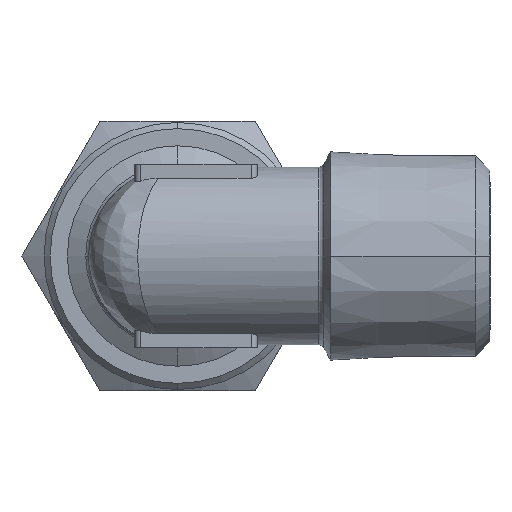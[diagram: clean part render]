
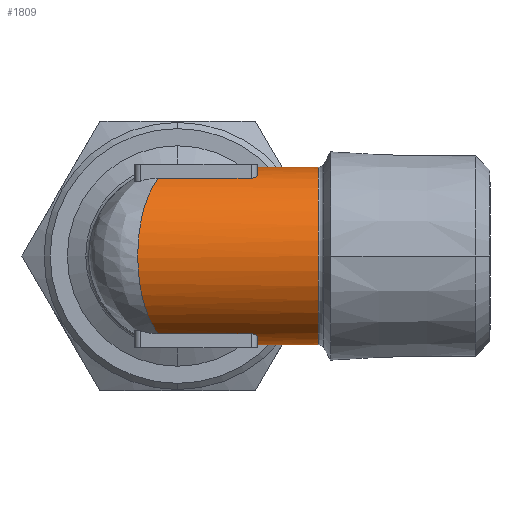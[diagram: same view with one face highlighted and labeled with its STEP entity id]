
A CAD part, left-side view. The second image highlights one B-rep face of the part: STEP entity #1809.
In plain terms, the highlighted cylindrical face has radius 7.25 mm (diameter 14.5 mm), a partial arc.
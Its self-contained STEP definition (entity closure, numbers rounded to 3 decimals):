
#234 = FACE_OUTER_BOUND ( 'NONE', #2705, .T. ) ;
#235 = CYLINDRICAL_SURFACE ( 'NONE', #1414, 7.25 ) ;
#338 = B_SPLINE_CURVE_WITH_KNOTS ( 'NONE', 3,
 ( #1675, #1676, #1677, #1678, #1679, #1680 ),
 .UNSPECIFIED., .F., .F.,
 ( 4, 2, 4 ),
 ( 0.002, 0.003, 0.003 ),
 .UNSPECIFIED. ) ;
#347 = B_SPLINE_CURVE_WITH_KNOTS ( 'NONE', 3,
 ( #741, #742, #743, #744, #745, #746 ),
 .UNSPECIFIED., .F., .F.,
 ( 4, 2, 4 ),
 ( 0., 0., 0.001 ),
 .UNSPECIFIED. ) ;
#427 = EDGE_CURVE ( 'NONE', #2579, #2539, #796, .T. ) ;
#431 = EDGE_CURVE ( 'NONE', #2540, #2553, #2151, .T. ) ;
#454 = EDGE_CURVE ( 'NONE', #2542, #2581, #1356, .T. ) ;
#471 = EDGE_CURVE ( 'NONE', #2552, #2541, #2172, .T. ) ;
#474 = EDGE_CURVE ( 'NONE', #2541, #2542, #347, .T. ) ;
#487 = EDGE_CURVE ( 'NONE', #2579, #2610, #2177, .T. ) ;
#491 = EDGE_CURVE ( 'NONE', #2581, #2609, #2178, .T. ) ;
#509 = EDGE_CURVE ( 'NONE', #2552, #2553, #2947, .T. ) ;
#510 = EDGE_CURVE ( 'NONE', #2539, #2540, #338, .T. ) ;
#609 = CARTESIAN_POINT ( 'NONE',  ( 0., -6.5, 0. ) ) ;
#610 = DIRECTION ( 'NONE',  ( 0., 1., 0. ) ) ;
#611 = DIRECTION ( 'NONE',  ( 0., 0., 1. ) ) ;
#619 = CARTESIAN_POINT ( 'NONE',  ( -3.5, 0., -6.349 ) ) ;
#620 = DIRECTION ( 'NONE',  ( 0., 1., 0. ) ) ;
#683 = CARTESIAN_POINT ( 'NONE',  ( 0., -6.5, 0. ) ) ;
#684 = DIRECTION ( 'NONE',  ( 0., 1., 0. ) ) ;
#685 = DIRECTION ( 'NONE',  ( 0., 0., 1. ) ) ;
#732 = CARTESIAN_POINT ( 'NONE',  ( -3.5, 0., 6.349 ) ) ;
#733 = DIRECTION ( 'NONE',  ( 0., -1., 0. ) ) ;
#741 = CARTESIAN_POINT ( 'NONE',  ( -3.5, -6., 6.349 ) ) ;
#742 = CARTESIAN_POINT ( 'NONE',  ( -3.5, -6.14, 6.349 ) ) ;
#743 = CARTESIAN_POINT ( 'NONE',  ( -3.438, -6.273, 6.384 ) ) ;
#744 = CARTESIAN_POINT ( 'NONE',  ( -3.251, -6.452, 6.481 ) ) ;
#745 = CARTESIAN_POINT ( 'NONE',  ( -3.127, -6.5, 6.543 ) ) ;
#746 = CARTESIAN_POINT ( 'NONE',  ( -3., -6.5, 6.6 ) ) ;
#788 = VECTOR ( 'NONE', #620, 1000. ) ;
#795 = AXIS2_PLACEMENT_3D ( 'NONE', #609, #610, #611 ) ;
#796 = CIRCLE ( 'NONE', #795, 7.25 ) ;
#910 = CARTESIAN_POINT ( 'NONE',  ( 0., -6.5, -7.25 ) ) ;
#912 = CARTESIAN_POINT ( 'NONE',  ( 0., -6.5, 7.25 ) ) ;
#940 = CARTESIAN_POINT ( 'NONE',  ( 0., -11.49, 7.25 ) ) ;
#941 = CARTESIAN_POINT ( 'NONE',  ( 0., -11.49, -7.25 ) ) ;
#1206 = CARTESIAN_POINT ( 'NONE',  ( 0., -11.49, 0. ) ) ;
#1207 = DIRECTION ( 'NONE',  ( 0., 1., 0. ) ) ;
#1208 = DIRECTION ( 'NONE',  ( 0., 0., 1. ) ) ;
#1256 = CARTESIAN_POINT ( 'NONE',  ( -3., -6.5, -6.6 ) ) ;
#1257 = CARTESIAN_POINT ( 'NONE',  ( -3.5, -6., -6.349 ) ) ;
#1258 = CARTESIAN_POINT ( 'NONE',  ( -3.5, -6., 6.349 ) ) ;
#1259 = CARTESIAN_POINT ( 'NONE',  ( -3., -6.5, 6.6 ) ) ;
#1269 = CARTESIAN_POINT ( 'NONE',  ( -3.5, 1.569, 6.349 ) ) ;
#1270 = CARTESIAN_POINT ( 'NONE',  ( -3.5, 1.569, -6.349 ) ) ;
#1356 = CIRCLE ( 'NONE', #1426, 7.25 ) ;
#1375 = VECTOR ( 'NONE', #733, 1000. ) ;
#1414 = AXIS2_PLACEMENT_3D ( 'NONE', #2322, #2323, #2324 ) ;
#1426 = AXIS2_PLACEMENT_3D ( 'NONE', #683, #684, #685 ) ;
#1489 = VECTOR ( 'NONE', #1546, 1000. ) ;
#1493 = VECTOR ( 'NONE', #1530, 1000. ) ;
#1529 = CARTESIAN_POINT ( 'NONE',  ( 0., 0., -7.25 ) ) ;
#1530 = DIRECTION ( 'NONE',  ( 0., -1., 0. ) ) ;
#1545 = CARTESIAN_POINT ( 'NONE',  ( 0., 0., 7.25 ) ) ;
#1546 = DIRECTION ( 'NONE',  ( 0., -1., 0. ) ) ;
#1671 = CARTESIAN_POINT ( 'NONE',  ( -3.5, 1.569, 6.349 ) ) ;
#1672 = CARTESIAN_POINT ( 'NONE',  ( -9.158, 4.105, 3.23 ) ) ;
#1673 = CARTESIAN_POINT ( 'NONE',  ( -9.158, 4.105, -3.23 ) ) ;
#1674 = CARTESIAN_POINT ( 'NONE',  ( -3.5, 1.569, -6.349 ) ) ;
#1675 = CARTESIAN_POINT ( 'NONE',  ( -3., -6.5, -6.6 ) ) ;
#1676 = CARTESIAN_POINT ( 'NONE',  ( -3.126, -6.5, -6.543 ) ) ;
#1677 = CARTESIAN_POINT ( 'NONE',  ( -3.251, -6.451, -6.481 ) ) ;
#1678 = CARTESIAN_POINT ( 'NONE',  ( -3.438, -6.273, -6.384 ) ) ;
#1679 = CARTESIAN_POINT ( 'NONE',  ( -3.5, -6.14, -6.349 ) ) ;
#1680 = CARTESIAN_POINT ( 'NONE',  ( -3.5, -6., -6.349 ) ) ;
#1809 = ADVANCED_FACE ( 'NONE', ( #234 ), #235, .T. ) ;
#1891 = EDGE_CURVE ( 'NONE', #2610, #2609, #2828, .T. ) ;
#2151 = LINE ( 'NONE', #619, #788 ) ;
#2172 = LINE ( 'NONE', #732, #1375 ) ;
#2177 = LINE ( 'NONE', #1529, #1493 ) ;
#2178 = LINE ( 'NONE', #1545, #1489 ) ;
#2322 = CARTESIAN_POINT ( 'NONE',  ( 0., 0., 0. ) ) ;
#2323 = DIRECTION ( 'NONE',  ( 0., -1., 0. ) ) ;
#2324 = DIRECTION ( 'NONE',  ( 0., 0., -1. ) ) ;
#2539 = VERTEX_POINT ( 'NONE', #1256 ) ;
#2540 = VERTEX_POINT ( 'NONE', #1257 ) ;
#2541 = VERTEX_POINT ( 'NONE', #1258 ) ;
#2542 = VERTEX_POINT ( 'NONE', #1259 ) ;
#2552 = VERTEX_POINT ( 'NONE', #1269 ) ;
#2553 = VERTEX_POINT ( 'NONE', #1270 ) ;
#2579 = VERTEX_POINT ( 'NONE', #910 ) ;
#2581 = VERTEX_POINT ( 'NONE', #912 ) ;
#2609 = VERTEX_POINT ( 'NONE', #940 ) ;
#2610 = VERTEX_POINT ( 'NONE', #941 ) ;
#2705 = EDGE_LOOP ( 'NONE', ( #2778, #2779, #2777, #2780, #2781, #2782, #2784, #2783, #2785, #2787 ) ) ;
#2777 = ORIENTED_EDGE ( 'NONE', *, *, #474, .F. ) ;
#2778 = ORIENTED_EDGE ( 'NONE', *, *, #491, .F. ) ;
#2779 = ORIENTED_EDGE ( 'NONE', *, *, #454, .F. ) ;
#2780 = ORIENTED_EDGE ( 'NONE', *, *, #471, .F. ) ;
#2781 = ORIENTED_EDGE ( 'NONE', *, *, #509, .T. ) ;
#2782 = ORIENTED_EDGE ( 'NONE', *, *, #431, .F. ) ;
#2783 = ORIENTED_EDGE ( 'NONE', *, *, #427, .F. ) ;
#2784 = ORIENTED_EDGE ( 'NONE', *, *, #510, .F. ) ;
#2785 = ORIENTED_EDGE ( 'NONE', *, *, #487, .T. ) ;
#2787 = ORIENTED_EDGE ( 'NONE', *, *, #1891, .T. ) ;
#2826 = AXIS2_PLACEMENT_3D ( 'NONE', #1206, #1207, #1208 ) ;
#2828 = CIRCLE ( 'NONE', #2826, 7.25 ) ;
#2947 =( BOUNDED_CURVE ( )  B_SPLINE_CURVE ( 3, ( #1671, #1672, #1673, #1674 ),
 .UNSPECIFIED., .F., .T. ) 
 B_SPLINE_CURVE_WITH_KNOTS ( ( 4, 4 ),
 ( 2.075, 4.209 ),
 .UNSPECIFIED. ) 
 CURVE ( )  GEOMETRIC_REPRESENTATION_ITEM ( )  RATIONAL_B_SPLINE_CURVE ( ( 1., 0.655, 0.655, 1. ) ) 
 REPRESENTATION_ITEM ( '' )  );
